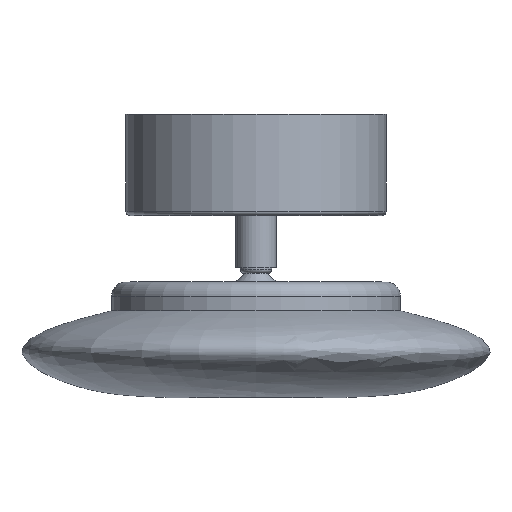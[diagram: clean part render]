
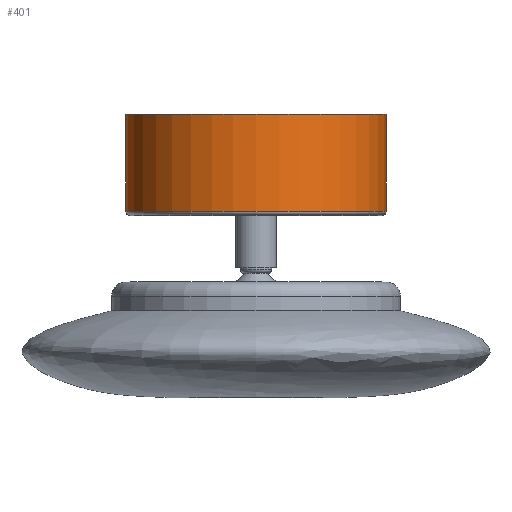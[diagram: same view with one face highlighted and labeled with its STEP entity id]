
A CAD part, top view. The second image highlights one B-rep face of the part: STEP entity #401.
In plain terms, the highlighted cylindrical face has radius 45 mm (diameter 90 mm), a full revolution.
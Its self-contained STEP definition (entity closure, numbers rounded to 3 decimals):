
#43=LINE('',#1297,#54);
#54=VECTOR('',#638,45.);
#64=CYLINDRICAL_SURFACE('',#491,45.);
#122=FACE_OUTER_BOUND('',#160,.T.);
#160=EDGE_LOOP('',(#360,#361,#362,#363));
#192=CIRCLE('',#488,45.);
#193=CIRCLE('',#490,45.);
#224=VERTEX_POINT('',#1291);
#225=VERTEX_POINT('',#1294);
#269=EDGE_CURVE('',#224,#224,#192,.T.);
#270=EDGE_CURVE('',#225,#225,#193,.T.);
#271=EDGE_CURVE('',#224,#225,#43,.T.);
#360=ORIENTED_EDGE('',*,*,#269,.F.);
#361=ORIENTED_EDGE('',*,*,#271,.T.);
#362=ORIENTED_EDGE('',*,*,#270,.T.);
#363=ORIENTED_EDGE('',*,*,#271,.F.);
#401=ADVANCED_FACE('',(#122),#64,.T.);
#488=AXIS2_PLACEMENT_3D('',#1292,#630,#631);
#490=AXIS2_PLACEMENT_3D('',#1295,#634,#635);
#491=AXIS2_PLACEMENT_3D('',#1296,#636,#637);
#630=DIRECTION('center_axis',(0.,1.,0.));
#631=DIRECTION('ref_axis',(1.,0.,0.));
#634=DIRECTION('center_axis',(0.,1.,0.));
#635=DIRECTION('ref_axis',(1.,0.,0.));
#636=DIRECTION('center_axis',(0.,1.,0.));
#637=DIRECTION('ref_axis',(0.,0.,1.));
#638=DIRECTION('',(0.,-1.,0.));
#1291=CARTESIAN_POINT('',(0.,98.,-45.));
#1292=CARTESIAN_POINT('Origin',(0.,98.,0.));
#1294=CARTESIAN_POINT('',(0.,64.5,-45.));
#1295=CARTESIAN_POINT('Origin',(0.,64.5,0.));
#1296=CARTESIAN_POINT('Origin',(0.,81.25,0.));
#1297=CARTESIAN_POINT('',(0.,81.25,-45.));
